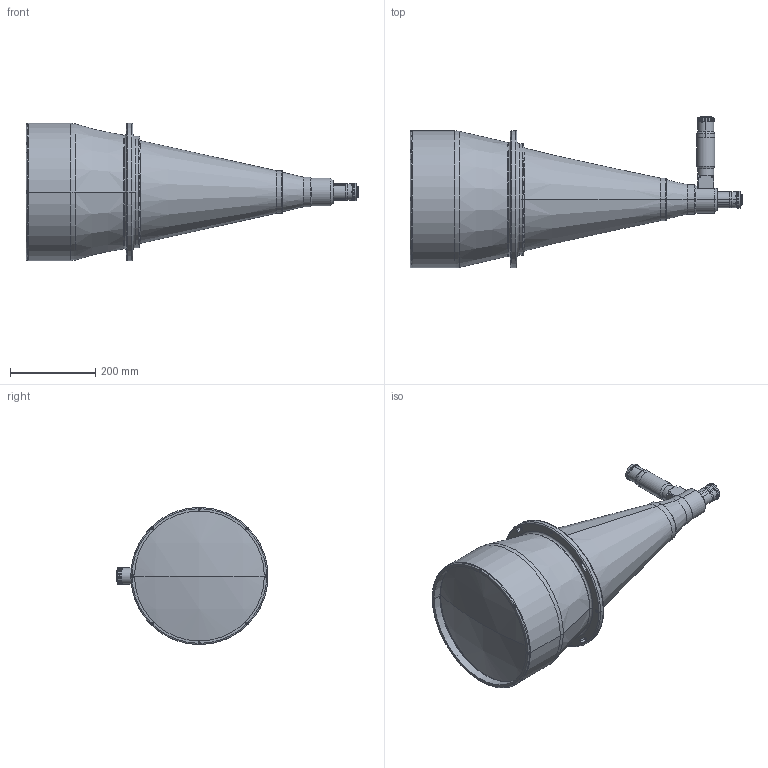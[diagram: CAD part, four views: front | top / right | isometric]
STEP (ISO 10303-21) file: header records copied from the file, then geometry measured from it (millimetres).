
FILE_DESCRIPTION (( 'STEP AP203' ), '1' );
FILE_NAME ('TCDP4X240.STEP', '2012-01-09T08:09:00', ( 'Opto Engineering' ), ( 'Opto Engineering' ), 'SwSTEP 2.0', 'SolidWorks 2011', '' );
FILE_SCHEMA (( 'CONFIG_CONTROL_DESIGN' ));
Length unit declared in the file: millimetre
Products named in the file (1): TCDP4X240
Bounding box: 779.62 x 356.78 x 322 mm (x, y, z)
Surface area: 747041.7 mm2 (no closed solid volume)
Topology: 0 solids, 18 shells, 317 faces, 923 edges, 628 vertices
Faces by surface type: cylinder 163, plane 88, torus 31, cone 27, bspline 6, sphere 2
Entity records: 11963 total; most frequent: CARTESIAN_POINT 3113, DIRECTION 2019, ORIENTED_EDGE 1634, EDGE_CURVE 923, AXIS2_PLACEMENT_3D 860, VERTEX_POINT 628, CIRCLE 548, EDGE_LOOP 421
